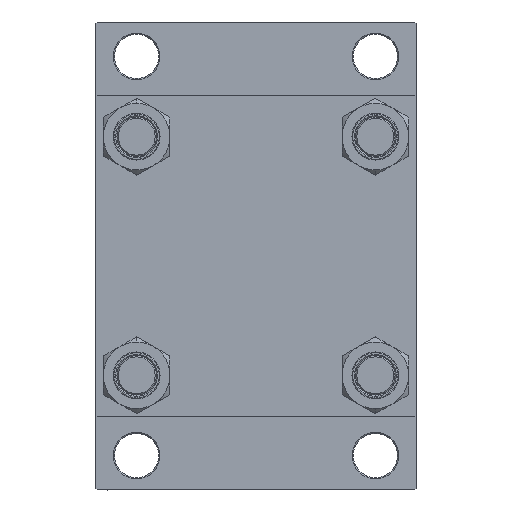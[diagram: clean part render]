
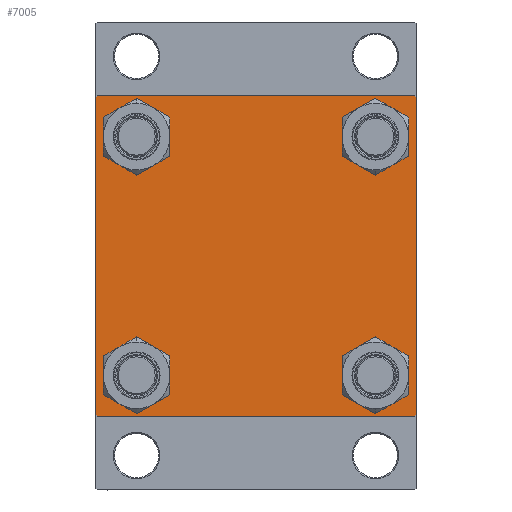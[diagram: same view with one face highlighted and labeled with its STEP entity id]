
A CAD part, left-side view. The second image highlights one B-rep face of the part: STEP entity #7005.
In plain terms, the highlighted planar face has unit normal (-1, 0, 0).
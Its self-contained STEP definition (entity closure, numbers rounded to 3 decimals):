
#1412 = FACE_OUTER_BOUND ( 'NONE', #10981, .T. ) ;
#1512 = AXIS2_PLACEMENT_3D ( 'NONE', #29942, #44762, #20100 ) ;
#1542 = DIRECTION ( 'NONE',  ( 0., 0., 1. ) ) ;
#1615 = DIRECTION ( 'NONE',  ( 0., -1., 0. ) ) ;
#2098 = LINE ( 'NONE', #2340, #16569 ) ;
#2102 = EDGE_CURVE ( 'NONE', #8662, #23599, #13936, .T. ) ;
#2340 = CARTESIAN_POINT ( 'NONE',  ( 0., 65., -65. ) ) ;
#2700 = CARTESIAN_POINT ( 'NONE',  ( 0., -64.75, -64.75 ) ) ;
#3038 = DIRECTION ( 'NONE',  ( 0., -0.707, -0.707 ) ) ;
#3525 = CARTESIAN_POINT ( 'NONE',  ( 0., 64.75, -64.75 ) ) ;
#3901 = DIRECTION ( 'NONE',  ( 1., 0., 0. ) ) ;
#4454 = CARTESIAN_POINT ( 'NONE',  ( 0., 64.5, 65. ) ) ;
#5064 = CARTESIAN_POINT ( 'NONE',  ( 0., 48.45, 39.95 ) ) ;
#5263 = CARTESIAN_POINT ( 'NONE',  ( 0., 65., 65. ) ) ;
#5732 = EDGE_CURVE ( 'NONE', #18270, #30394, #47220, .T. ) ;
#5929 = ORIENTED_EDGE ( 'NONE', *, *, #5732, .T. ) ;
#6202 = CARTESIAN_POINT ( 'NONE',  ( 0., -65., 65. ) ) ;
#6608 = EDGE_CURVE ( 'NONE', #23562, #44442, #36122, .T. ) ;
#6922 = VERTEX_POINT ( 'NONE', #35101 ) ;
#7005 = ADVANCED_FACE ( 'NONE', ( #26255, #22841, #27207, #7999, #1412 ), #19181, .T. ) ;
#7574 = ORIENTED_EDGE ( 'NONE', *, *, #2102, .T. ) ;
#7597 = AXIS2_PLACEMENT_3D ( 'NONE', #43835, #25348, #18040 ) ;
#7694 = CARTESIAN_POINT ( 'NONE',  ( 0., -65., 64.5 ) ) ;
#7999 = FACE_BOUND ( 'NONE', #16621, .T. ) ;
#8016 = DIRECTION ( 'NONE',  ( 0., 0., 1. ) ) ;
#8047 = CARTESIAN_POINT ( 'NONE',  ( 0., -64.5, 65. ) ) ;
#8062 = CARTESIAN_POINT ( 'NONE',  ( 0., 48.45, -48.45 ) ) ;
#8235 = DIRECTION ( 'NONE',  ( -1., 0., 0. ) ) ;
#8662 = VERTEX_POINT ( 'NONE', #40765 ) ;
#8883 = ORIENTED_EDGE ( 'NONE', *, *, #31198, .T. ) ;
#9752 = CARTESIAN_POINT ( 'NONE',  ( 0., -48.45, 48.45 ) ) ;
#9755 = CIRCLE ( 'NONE', #22948, 8.5 ) ;
#10029 = VERTEX_POINT ( 'NONE', #8047 ) ;
#10525 = LINE ( 'NONE', #17817, #17449 ) ;
#10981 = EDGE_LOOP ( 'NONE', ( #14076, #22881, #33569, #21871, #34187, #24559, #16317, #13731 ) ) ;
#12277 = VECTOR ( 'NONE', #3038, 1000. ) ;
#12857 = CARTESIAN_POINT ( 'NONE',  ( 0., 65., 65. ) ) ;
#13112 = VERTEX_POINT ( 'NONE', #4454 ) ;
#13194 = DIRECTION ( 'NONE',  ( 0., 0.707, 0.707 ) ) ;
#13400 = LINE ( 'NONE', #2700, #22255 ) ;
#13731 = ORIENTED_EDGE ( 'NONE', *, *, #37894, .T. ) ;
#13827 = AXIS2_PLACEMENT_3D ( 'NONE', #18945, #8235, #41796 ) ;
#13936 = CIRCLE ( 'NONE', #1512, 8.5 ) ;
#14076 = ORIENTED_EDGE ( 'NONE', *, *, #26927, .T. ) ;
#14999 = EDGE_CURVE ( 'NONE', #34969, #30288, #30317, .T. ) ;
#16155 = VERTEX_POINT ( 'NONE', #41610 ) ;
#16317 = ORIENTED_EDGE ( 'NONE', *, *, #23691, .F. ) ;
#16569 = VECTOR ( 'NONE', #45884, 1000. ) ;
#16621 = EDGE_LOOP ( 'NONE', ( #5929, #8883 ) ) ;
#17048 = DIRECTION ( 'NONE',  ( 0., 0., 1. ) ) ;
#17237 = CIRCLE ( 'NONE', #32891, 8.5 ) ;
#17449 = VECTOR ( 'NONE', #47016, 1000. ) ;
#17817 = CARTESIAN_POINT ( 'NONE',  ( 0., 64.75, 64.75 ) ) ;
#18040 = DIRECTION ( 'NONE',  ( 0., 0., 1. ) ) ;
#18270 = VERTEX_POINT ( 'NONE', #23271 ) ;
#18771 = ORIENTED_EDGE ( 'NONE', *, *, #25220, .T. ) ;
#18901 = AXIS2_PLACEMENT_3D ( 'NONE', #9752, #35538, #17048 ) ;
#18945 = CARTESIAN_POINT ( 'NONE',  ( 0., 0., 0. ) ) ;
#19181 = PLANE ( 'NONE',  #13827 ) ;
#20100 = DIRECTION ( 'NONE',  ( 0., 0., 1. ) ) ;
#21038 = DIRECTION ( 'NONE',  ( 1., 0., 0. ) ) ;
#21175 = CARTESIAN_POINT ( 'NONE',  ( 0., 48.45, 48.45 ) ) ;
#21544 = ORIENTED_EDGE ( 'NONE', *, *, #44177, .T. ) ;
#21871 = ORIENTED_EDGE ( 'NONE', *, *, #44764, .T. ) ;
#22255 = VECTOR ( 'NONE', #42607, 1000. ) ;
#22375 = EDGE_CURVE ( 'NONE', #23599, #8662, #39100, .T. ) ;
#22552 = EDGE_CURVE ( 'NONE', #44442, #6922, #2098, .T. ) ;
#22572 = CARTESIAN_POINT ( 'NONE',  ( 0., -48.45, 56.95 ) ) ;
#22841 = FACE_BOUND ( 'NONE', #42419, .T. ) ;
#22881 = ORIENTED_EDGE ( 'NONE', *, *, #6608, .T. ) ;
#22948 = AXIS2_PLACEMENT_3D ( 'NONE', #42939, #21038, #42204 ) ;
#22982 = EDGE_LOOP ( 'NONE', ( #38482, #45805 ) ) ;
#23271 = CARTESIAN_POINT ( 'NONE',  ( 0., 48.45, 56.95 ) ) ;
#23562 = VERTEX_POINT ( 'NONE', #41284 ) ;
#23599 = VERTEX_POINT ( 'NONE', #22572 ) ;
#23691 = EDGE_CURVE ( 'NONE', #13112, #10029, #42000, .T. ) ;
#24547 = EDGE_CURVE ( 'NONE', #46507, #16155, #26651, .T. ) ;
#24559 = ORIENTED_EDGE ( 'NONE', *, *, #34725, .T. ) ;
#25220 = EDGE_CURVE ( 'NONE', #28971, #31422, #46088, .T. ) ;
#25348 = DIRECTION ( 'NONE',  ( 1., 0., 0. ) ) ;
#25910 = CARTESIAN_POINT ( 'NONE',  ( 0., 65., 64.5 ) ) ;
#26255 = FACE_BOUND ( 'NONE', #40857, .T. ) ;
#26315 = DIRECTION ( 'NONE',  ( 0., 0., 1. ) ) ;
#26651 = CIRCLE ( 'NONE', #32869, 8.5 ) ;
#26927 = EDGE_CURVE ( 'NONE', #43066, #23562, #31353, .T. ) ;
#27207 = FACE_BOUND ( 'NONE', #22982, .T. ) ;
#28525 = CARTESIAN_POINT ( 'NONE',  ( 0., -64.75, 64.75 ) ) ;
#28773 = LINE ( 'NONE', #28525, #34437 ) ;
#28971 = VERTEX_POINT ( 'NONE', #41625 ) ;
#29097 = VECTOR ( 'NONE', #42788, 1000. ) ;
#29788 = AXIS2_PLACEMENT_3D ( 'NONE', #38745, #38032, #1542 ) ;
#29942 = CARTESIAN_POINT ( 'NONE',  ( 0., -48.45, 48.45 ) ) ;
#30288 = VERTEX_POINT ( 'NONE', #44507 ) ;
#30317 = LINE ( 'NONE', #6202, #46651 ) ;
#30394 = VERTEX_POINT ( 'NONE', #5064 ) ;
#31052 = CARTESIAN_POINT ( 'NONE',  ( 0., 64.5, -65. ) ) ;
#31198 = EDGE_CURVE ( 'NONE', #30394, #18270, #17237, .T. ) ;
#31353 = LINE ( 'NONE', #12857, #29097 ) ;
#31422 = VERTEX_POINT ( 'NONE', #45638 ) ;
#32869 = AXIS2_PLACEMENT_3D ( 'NONE', #8062, #41861, #26315 ) ;
#32891 = AXIS2_PLACEMENT_3D ( 'NONE', #21175, #35778, #43086 ) ;
#33569 = ORIENTED_EDGE ( 'NONE', *, *, #22552, .T. ) ;
#34187 = ORIENTED_EDGE ( 'NONE', *, *, #14999, .F. ) ;
#34437 = VECTOR ( 'NONE', #13194, 1000. ) ;
#34519 = CARTESIAN_POINT ( 'NONE',  ( 0., -48.45, -48.45 ) ) ;
#34725 = EDGE_CURVE ( 'NONE', #34969, #10029, #28773, .T. ) ;
#34969 = VERTEX_POINT ( 'NONE', #7694 ) ;
#35101 = CARTESIAN_POINT ( 'NONE',  ( 0., -64.5, -65. ) ) ;
#35392 = DIRECTION ( 'NONE',  ( 0., 0., -1. ) ) ;
#35538 = DIRECTION ( 'NONE',  ( 1., 0., 0. ) ) ;
#35778 = DIRECTION ( 'NONE',  ( 1., 0., 0. ) ) ;
#36122 = LINE ( 'NONE', #3525, #12277 ) ;
#37894 = EDGE_CURVE ( 'NONE', #13112, #43066, #10525, .T. ) ;
#38032 = DIRECTION ( 'NONE',  ( 1., 0., 0. ) ) ;
#38482 = ORIENTED_EDGE ( 'NONE', *, *, #39385, .T. ) ;
#38617 = CIRCLE ( 'NONE', #40966, 8.5 ) ;
#38745 = CARTESIAN_POINT ( 'NONE',  ( 0., -48.45, -48.45 ) ) ;
#39100 = CIRCLE ( 'NONE', #18901, 8.5 ) ;
#39385 = EDGE_CURVE ( 'NONE', #16155, #46507, #9755, .T. ) ;
#40765 = CARTESIAN_POINT ( 'NONE',  ( 0., -48.45, 39.95 ) ) ;
#40857 = EDGE_LOOP ( 'NONE', ( #44947, #7574 ) ) ;
#40966 = AXIS2_PLACEMENT_3D ( 'NONE', #34519, #3901, #8016 ) ;
#41284 = CARTESIAN_POINT ( 'NONE',  ( 0., 65., -64.5 ) ) ;
#41610 = CARTESIAN_POINT ( 'NONE',  ( 0., 48.45, -39.95 ) ) ;
#41625 = CARTESIAN_POINT ( 'NONE',  ( 0., -48.45, -56.95 ) ) ;
#41796 = DIRECTION ( 'NONE',  ( 0., 0., 1. ) ) ;
#41861 = DIRECTION ( 'NONE',  ( 1., 0., 0. ) ) ;
#42000 = LINE ( 'NONE', #5263, #43737 ) ;
#42204 = DIRECTION ( 'NONE',  ( 0., 0., 1. ) ) ;
#42419 = EDGE_LOOP ( 'NONE', ( #21544, #18771 ) ) ;
#42607 = DIRECTION ( 'NONE',  ( 0., -0.707, 0.707 ) ) ;
#42788 = DIRECTION ( 'NONE',  ( 0., 0., -1. ) ) ;
#42939 = CARTESIAN_POINT ( 'NONE',  ( 0., 48.45, -48.45 ) ) ;
#43066 = VERTEX_POINT ( 'NONE', #25910 ) ;
#43086 = DIRECTION ( 'NONE',  ( 0., 0., 1. ) ) ;
#43737 = VECTOR ( 'NONE', #1615, 1000. ) ;
#43835 = CARTESIAN_POINT ( 'NONE',  ( 0., 48.45, 48.45 ) ) ;
#44177 = EDGE_CURVE ( 'NONE', #31422, #28971, #38617, .T. ) ;
#44442 = VERTEX_POINT ( 'NONE', #31052 ) ;
#44507 = CARTESIAN_POINT ( 'NONE',  ( 0., -65., -64.5 ) ) ;
#44762 = DIRECTION ( 'NONE',  ( 1., 0., 0. ) ) ;
#44764 = EDGE_CURVE ( 'NONE', #6922, #30288, #13400, .T. ) ;
#44947 = ORIENTED_EDGE ( 'NONE', *, *, #22375, .T. ) ;
#45366 = CARTESIAN_POINT ( 'NONE',  ( 0., 48.45, -56.95 ) ) ;
#45638 = CARTESIAN_POINT ( 'NONE',  ( 0., -48.45, -39.95 ) ) ;
#45805 = ORIENTED_EDGE ( 'NONE', *, *, #24547, .T. ) ;
#45884 = DIRECTION ( 'NONE',  ( 0., -1., 0. ) ) ;
#46088 = CIRCLE ( 'NONE', #29788, 8.5 ) ;
#46507 = VERTEX_POINT ( 'NONE', #45366 ) ;
#46651 = VECTOR ( 'NONE', #35392, 1000. ) ;
#47016 = DIRECTION ( 'NONE',  ( 0., 0.707, -0.707 ) ) ;
#47220 = CIRCLE ( 'NONE', #7597, 8.5 ) ;
